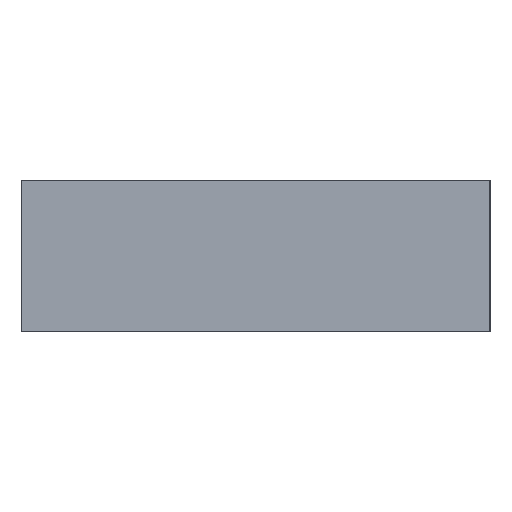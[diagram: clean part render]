
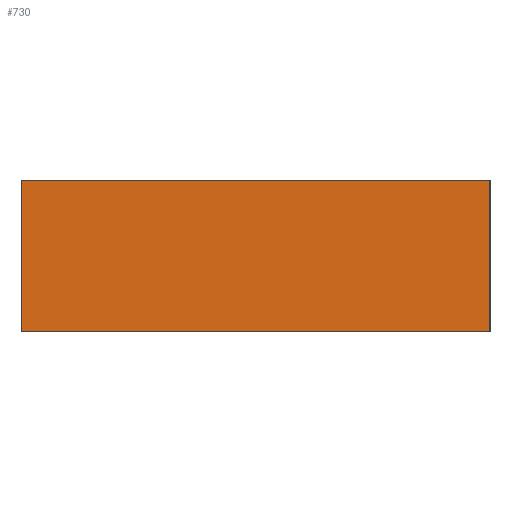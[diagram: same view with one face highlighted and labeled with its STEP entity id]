
A CAD part, left-side view. The second image highlights one B-rep face of the part: STEP entity #730.
In plain terms, the highlighted planar face has unit normal (-1, 0, 0).
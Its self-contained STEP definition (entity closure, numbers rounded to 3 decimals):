
#730 = ADVANCED_FACE ( 'NONE', ( #5396 ), #1593, .F. ) ;
#1259 = EDGE_CURVE ( 'NONE', #6291, #5981, #4671, .T. ) ;
#1264 = EDGE_CURVE ( 'NONE', #6242, #6291, #4686, .T. ) ;
#1327 = EDGE_CURVE ( 'NONE', #5981, #6261, #1887, .T. ) ;
#1352 = EDGE_CURVE ( 'NONE', #6242, #6261, #1926, .T. ) ;
#1593 = PLANE ( 'NONE',  #5415 ) ;
#1603 = CARTESIAN_POINT ( 'NONE',  ( -1.85, -1.55, 0.5 ) ) ;
#1604 = DIRECTION ( 'NONE',  ( 1., 0., 0. ) ) ;
#1605 = DIRECTION ( 'NONE',  ( 0., 1., 0. ) ) ;
#1761 = VECTOR ( 'NONE', #1928, 1000. ) ;
#1762 = VECTOR ( 'NONE', #1889, 1000. ) ;
#1887 = LINE ( 'NONE', #1888, #1762 ) ;
#1888 = CARTESIAN_POINT ( 'NONE',  ( -1.85, -1.555, -0.505 ) ) ;
#1889 = DIRECTION ( 'NONE',  ( 0., 0., 1. ) ) ;
#1926 = LINE ( 'NONE', #1927, #1761 ) ;
#1927 = CARTESIAN_POINT ( 'NONE',  ( -1.85, 2.953, 0.505 ) ) ;
#1928 = DIRECTION ( 'NONE',  ( 0., -1., 0. ) ) ;
#2383 = ORIENTED_EDGE ( 'NONE', *, *, #1264, .T. ) ;
#2385 = ORIENTED_EDGE ( 'NONE', *, *, #1327, .T. ) ;
#2433 = ORIENTED_EDGE ( 'NONE', *, *, #1259, .T. ) ;
#2785 = ORIENTED_EDGE ( 'NONE', *, *, #1352, .F. ) ;
#4023 = EDGE_LOOP ( 'NONE', ( #2785, #2383, #2433, #2385 ) ) ;
#4514 = VECTOR ( 'NONE', #4673, 1000. ) ;
#4516 = VECTOR ( 'NONE', #4688, 1000. ) ;
#4671 = LINE ( 'NONE', #4672, #4514 ) ;
#4672 = CARTESIAN_POINT ( 'NONE',  ( -1.85, 1.555, -0.505 ) ) ;
#4673 = DIRECTION ( 'NONE',  ( 0., -1., 0. ) ) ;
#4686 = LINE ( 'NONE', #4687, #4516 ) ;
#4687 = CARTESIAN_POINT ( 'NONE',  ( -1.85, 1.555, 0.505 ) ) ;
#4688 = DIRECTION ( 'NONE',  ( 0., 0., -1. ) ) ;
#5396 = FACE_OUTER_BOUND ( 'NONE', #4023, .T. ) ;
#5415 = AXIS2_PLACEMENT_3D ( 'NONE', #1603, #1604, #1605 ) ;
#5561 = CARTESIAN_POINT ( 'NONE',  ( -1.85, -1.555, -0.505 ) ) ;
#5590 = CARTESIAN_POINT ( 'NONE',  ( -1.85, 1.555, 0.505 ) ) ;
#5600 = CARTESIAN_POINT ( 'NONE',  ( -1.85, -1.555, 0.505 ) ) ;
#5622 = CARTESIAN_POINT ( 'NONE',  ( -1.85, 1.555, -0.505 ) ) ;
#5981 = VERTEX_POINT ( 'NONE', #5561 ) ;
#6242 = VERTEX_POINT ( 'NONE', #5590 ) ;
#6261 = VERTEX_POINT ( 'NONE', #5600 ) ;
#6291 = VERTEX_POINT ( 'NONE', #5622 ) ;
